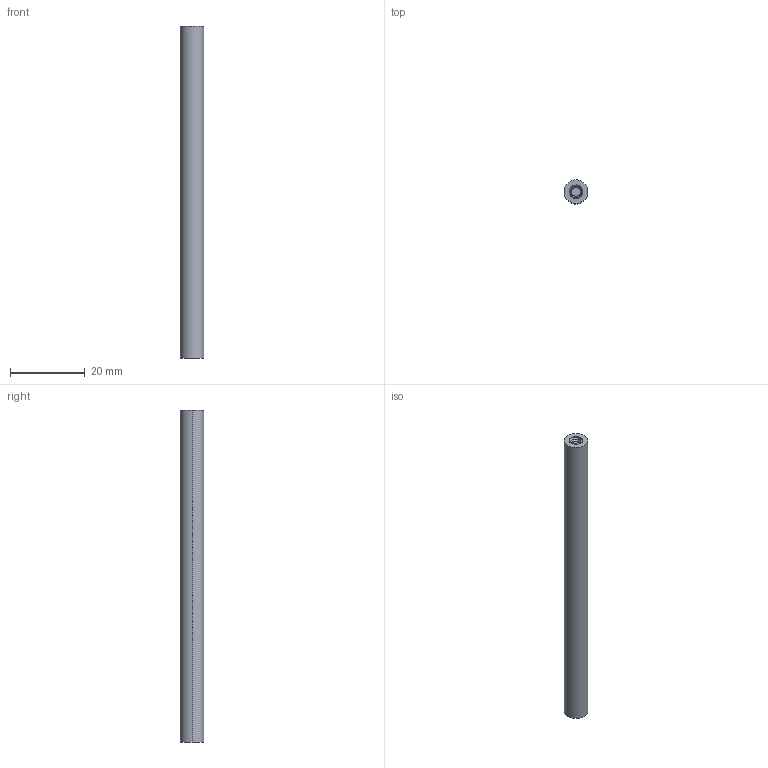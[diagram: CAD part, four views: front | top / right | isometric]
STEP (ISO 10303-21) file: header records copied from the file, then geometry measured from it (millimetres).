
FILE_DESCRIPTION (( 'STEP AP214' ), '1' );
FILE_NAME ('91125A039_Female Threaded Round Standoff.STEP', '2022-09-16T18:13:11', ( '' ), ( '' ), 'SwSTEP 2.0', 'SolidWorks 2022', '' );
FILE_SCHEMA (( 'AUTOMOTIVE_DESIGN' ));
Length unit declared in the file: inch
Products named in the file (1): 91125A039_Female Threaded Round Standoff
Bounding box: 6.35 x 6.35 x 88.9 mm (x, y, z)
Volume: 2680.2 mm3; surface area: 2143.3 mm2
Topology: 1 solids, 1 shells, 68 faces, 192 edges, 128 vertices
Faces by surface type: cylinder 52, cone 6, bspline 6, plane 4
Entity records: 19636 total; most frequent: CARTESIAN_POINT 18193, ORIENTED_EDGE 384, DIRECTION 206, EDGE_CURVE 192, VERTEX_POINT 128, AXIS2_PLACEMENT_3D 75, EDGE_LOOP 70, FACE_OUTER_BOUND 68
